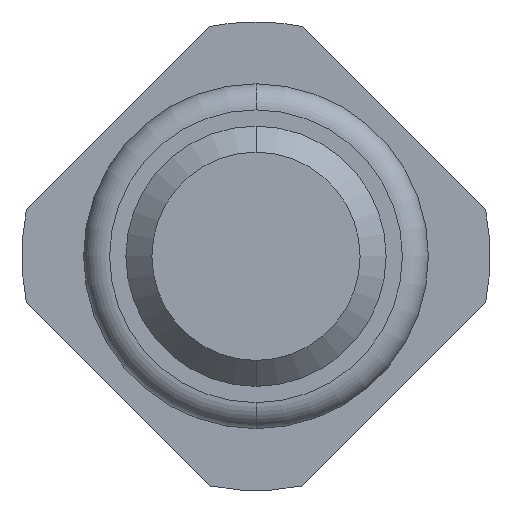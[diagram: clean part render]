
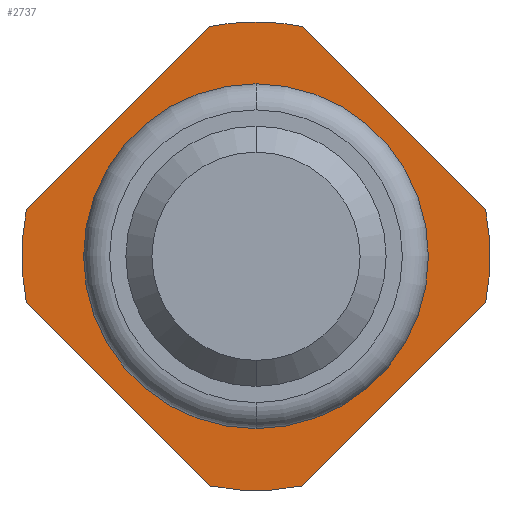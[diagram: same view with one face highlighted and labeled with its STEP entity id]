
A CAD part, front view. The second image highlights one B-rep face of the part: STEP entity #2737.
In plain terms, the highlighted planar face has unit normal (0, -1, 0).
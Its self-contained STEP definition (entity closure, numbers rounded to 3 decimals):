
#62 = ORIENTED_EDGE ( 'NONE', *, *, #3521, .F. ) ;
#70 = DIRECTION ( 'NONE',  ( 0., 0., 1. ) ) ;
#106 = LINE ( 'NONE', #4460, #1540 ) ;
#125 = VERTEX_POINT ( 'NONE', #266 ) ;
#157 = CIRCLE ( 'NONE', #488, 1.8 ) ;
#266 = CARTESIAN_POINT ( 'NONE',  ( 0., -2., -1.325 ) ) ;
#426 = DIRECTION ( 'NONE',  ( -0.707, 0., -0.707 ) ) ;
#488 = AXIS2_PLACEMENT_3D ( 'NONE', #2815, #3562, #881 ) ;
#497 = EDGE_CURVE ( 'Defeature ausgef�hrt3_16+Defeature ausgef�hrt3_0+Defeature ausgef�hrt3_4+Defeature ausgef�hrt3_3', #4780, #4895, #3498, .T. ) ;
#501 = ORIENTED_EDGE ( 'NONE', *, *, #1361, .F. ) ;
#512 = CARTESIAN_POINT ( 'NONE',  ( 1.764, -2., -0.357 ) ) ;
#521 = DIRECTION ( 'NONE',  ( 0., 1., 0. ) ) ;
#549 = ORIENTED_EDGE ( 'NONE', *, *, #2854, .T. ) ;
#559 = ORIENTED_EDGE ( 'NONE', *, *, #3387, .F. ) ;
#715 = AXIS2_PLACEMENT_3D ( 'NONE', #763, #3819, #3047 ) ;
#763 = CARTESIAN_POINT ( 'NONE',  ( 0., -2., 0. ) ) ;
#852 = CARTESIAN_POINT ( 'NONE',  ( 0., -2., 0. ) ) ;
#881 = DIRECTION ( 'NONE',  ( 0., 0., 1. ) ) ;
#907 = VERTEX_POINT ( 'NONE', #3288 ) ;
#941 = DIRECTION ( 'NONE',  ( 0., 1., 0. ) ) ;
#952 = ORIENTED_EDGE ( 'NONE', *, *, #497, .F. ) ;
#965 = ORIENTED_EDGE ( 'NONE', *, *, #3834, .F. ) ;
#1117 = ORIENTED_EDGE ( 'NONE', *, *, #4086, .F. ) ;
#1133 = FACE_BOUND ( 'NONE', #1288, .T. ) ;
#1186 = LINE ( 'NONE', #1953, #3696 ) ;
#1288 = EDGE_LOOP ( 'NONE', ( #4048, #549 ) ) ;
#1361 = EDGE_CURVE ( 'Defeature ausgef�hrt3_2+Defeature ausgef�hrt3_0+Defeature ausgef�hrt3_17+Defeature ausgef�hrt3_18', #4270, #907, #1965, .T. ) ;
#1397 = CARTESIAN_POINT ( 'NONE',  ( -0.357, -2., -1.764 ) ) ;
#1419 = DIRECTION ( 'NONE',  ( 0.707, 0., 0.707 ) ) ;
#1530 = LINE ( 'NONE', #2056, #4455 ) ;
#1540 = VECTOR ( 'NONE', #1419, 1000. ) ;
#1573 = CARTESIAN_POINT ( 'NONE',  ( 0., -2., 1.8 ) ) ;
#1651 = CARTESIAN_POINT ( 'NONE',  ( 0., -2., 0. ) ) ;
#1770 = AXIS2_PLACEMENT_3D ( 'NONE', #2487, #941, #4023 ) ;
#1795 = DIRECTION ( 'NONE',  ( 0., 1., 0. ) ) ;
#1865 = CARTESIAN_POINT ( 'NONE',  ( 0.357, -2., -1.764 ) ) ;
#1879 = VERTEX_POINT ( 'NONE', #2155 ) ;
#1953 = CARTESIAN_POINT ( 'NONE',  ( 1.961, -2., -0.161 ) ) ;
#1965 = CIRCLE ( 'NONE', #3232, 1.8 ) ;
#2042 = AXIS2_PLACEMENT_3D ( 'NONE', #2569, #1795, #4463 ) ;
#2056 = CARTESIAN_POINT ( 'NONE',  ( 1.961, -2., 0.161 ) ) ;
#2155 = CARTESIAN_POINT ( 'NONE',  ( 1.764, -2., 0.357 ) ) ;
#2335 = DIRECTION ( 'NONE',  ( -0.707, 0., 0.707 ) ) ;
#2341 = CARTESIAN_POINT ( 'NONE',  ( -0.357, -2., 1.764 ) ) ;
#2401 = DIRECTION ( 'NONE',  ( 0., 1., 0. ) ) ;
#2467 = VECTOR ( 'NONE', #2335, 1000. ) ;
#2487 = CARTESIAN_POINT ( 'NONE',  ( 0., -2., 0. ) ) ;
#2569 = CARTESIAN_POINT ( 'NONE',  ( 1.8, -2., 0. ) ) ;
#2737 = ADVANCED_FACE ( 'Defeature ausgef�hrt3_0', ( #1133, #3416 ), #4099, .F. ) ;
#2796 = AXIS2_PLACEMENT_3D ( 'NONE', #1651, #4373, #3944 ) ;
#2815 = CARTESIAN_POINT ( 'NONE',  ( 0., -2., 0. ) ) ;
#2829 = VERTEX_POINT ( 'NONE', #3642 ) ;
#2854 = EDGE_CURVE ( 'Defeature ausgef�hrt3_0+Defeature ausgef�hrt3_12+Defeature ausgef�hrt3_12+Defeature ausgef�hrt3_12', #125, #2829, #3885, .T. ) ;
#2963 = ORIENTED_EDGE ( 'NONE', *, *, #3465, .F. ) ;
#3042 = EDGE_CURVE ( 'Defeature ausgef�hrt3_2+Defeature ausgef�hrt3_0+Defeature ausgef�hrt3_17+Defeature ausgef�hrt3_18', #3388, #4270, #4304, .T. ) ;
#3047 = DIRECTION ( 'NONE',  ( 0., 0., 1. ) ) ;
#3156 = DIRECTION ( 'NONE',  ( 0., 0., 1. ) ) ;
#3190 = AXIS2_PLACEMENT_3D ( 'NONE', #3235, #521, #4767 ) ;
#3232 = AXIS2_PLACEMENT_3D ( 'NONE', #3532, #2401, #3156 ) ;
#3235 = CARTESIAN_POINT ( 'NONE',  ( 0., -2., 0. ) ) ;
#3288 = CARTESIAN_POINT ( 'NONE',  ( 0.357, -2., 1.764 ) ) ;
#3366 = AXIS2_PLACEMENT_3D ( 'NONE', #852, #4690, #70 ) ;
#3387 = EDGE_CURVE ( 'Defeature ausgef�hrt3_15+Defeature ausgef�hrt3_0+Defeature ausgef�hrt3_1+Defeature ausgef�hrt3_4', #3966, #4393, #1186, .T. ) ;
#3388 = VERTEX_POINT ( 'NONE', #2341 ) ;
#3416 = FACE_OUTER_BOUND ( 'NONE', #3504, .T. ) ;
#3462 = ORIENTED_EDGE ( 'NONE', *, *, #3955, .F. ) ;
#3465 = EDGE_CURVE ( 'Defeature ausgef�hrt3_1+Defeature ausgef�hrt3_0+Defeature ausgef�hrt3_18+Defeature ausgef�hrt3_15', #1879, #3966, #157, .T. ) ;
#3498 = LINE ( 'NONE', #3934, #2467 ) ;
#3504 = EDGE_LOOP ( 'NONE', ( #3462, #501, #3929, #965, #62, #952, #1117, #559, #2963 ) ) ;
#3521 = EDGE_CURVE ( 'Defeature ausgef�hrt3_3+Defeature ausgef�hrt3_0+Defeature ausgef�hrt3_16+Defeature ausgef�hrt3_17', #4895, #4229, #3878, .T. ) ;
#3532 = CARTESIAN_POINT ( 'NONE',  ( 0., -2., 0. ) ) ;
#3562 = DIRECTION ( 'NONE',  ( 0., 1., 0. ) ) ;
#3591 = DIRECTION ( 'NONE',  ( 0.707, 0., -0.707 ) ) ;
#3642 = CARTESIAN_POINT ( 'NONE',  ( 0., -2., 1.325 ) ) ;
#3696 = VECTOR ( 'NONE', #426, 1000. ) ;
#3750 = CIRCLE ( 'NONE', #715, 1.325 ) ;
#3819 = DIRECTION ( 'NONE',  ( 0., 1., 0. ) ) ;
#3834 = EDGE_CURVE ( 'Defeature ausgef�hrt3_17+Defeature ausgef�hrt3_0+Defeature ausgef�hrt3_3+Defeature ausgef�hrt3_2', #4229, #3388, #106, .T. ) ;
#3878 = CIRCLE ( 'NONE', #2796, 1.8 ) ;
#3885 = CIRCLE ( 'NONE', #3190, 1.325 ) ;
#3896 = CIRCLE ( 'NONE', #1770, 1.8 ) ;
#3929 = ORIENTED_EDGE ( 'NONE', *, *, #3042, .F. ) ;
#3934 = CARTESIAN_POINT ( 'NONE',  ( -0.161, -2., -1.961 ) ) ;
#3944 = DIRECTION ( 'NONE',  ( 0., 0., 1. ) ) ;
#3955 = EDGE_CURVE ( 'Defeature ausgef�hrt3_18+Defeature ausgef�hrt3_0+Defeature ausgef�hrt3_2+Defeature ausgef�hrt3_1', #907, #1879, #1530, .T. ) ;
#3966 = VERTEX_POINT ( 'NONE', #512 ) ;
#4023 = DIRECTION ( 'NONE',  ( 0., 0., 1. ) ) ;
#4048 = ORIENTED_EDGE ( 'NONE', *, *, #4968, .T. ) ;
#4086 = EDGE_CURVE ( 'Defeature ausgef�hrt3_4+Defeature ausgef�hrt3_0+Defeature ausgef�hrt3_15+Defeature ausgef�hrt3_16', #4393, #4780, #3896, .T. ) ;
#4099 = PLANE ( 'NONE',  #2042 ) ;
#4229 = VERTEX_POINT ( 'NONE', #4952 ) ;
#4270 = VERTEX_POINT ( 'NONE', #1573 ) ;
#4304 = CIRCLE ( 'NONE', #3366, 1.8 ) ;
#4373 = DIRECTION ( 'NONE',  ( 0., 1., 0. ) ) ;
#4393 = VERTEX_POINT ( 'NONE', #1865 ) ;
#4455 = VECTOR ( 'NONE', #3591, 1000. ) ;
#4460 = CARTESIAN_POINT ( 'NONE',  ( -0.161, -2., 1.961 ) ) ;
#4463 = DIRECTION ( 'NONE',  ( 0., 0., 1. ) ) ;
#4473 = CARTESIAN_POINT ( 'NONE',  ( -1.764, -2., -0.357 ) ) ;
#4690 = DIRECTION ( 'NONE',  ( 0., 1., 0. ) ) ;
#4767 = DIRECTION ( 'NONE',  ( 0., 0., 1. ) ) ;
#4780 = VERTEX_POINT ( 'NONE', #1397 ) ;
#4895 = VERTEX_POINT ( 'NONE', #4473 ) ;
#4952 = CARTESIAN_POINT ( 'NONE',  ( -1.764, -2., 0.357 ) ) ;
#4968 = EDGE_CURVE ( 'Defeature ausgef�hrt3_0+Defeature ausgef�hrt3_12+Defeature ausgef�hrt3_12+Defeature ausgef�hrt3_12', #2829, #125, #3750, .T. ) ;
